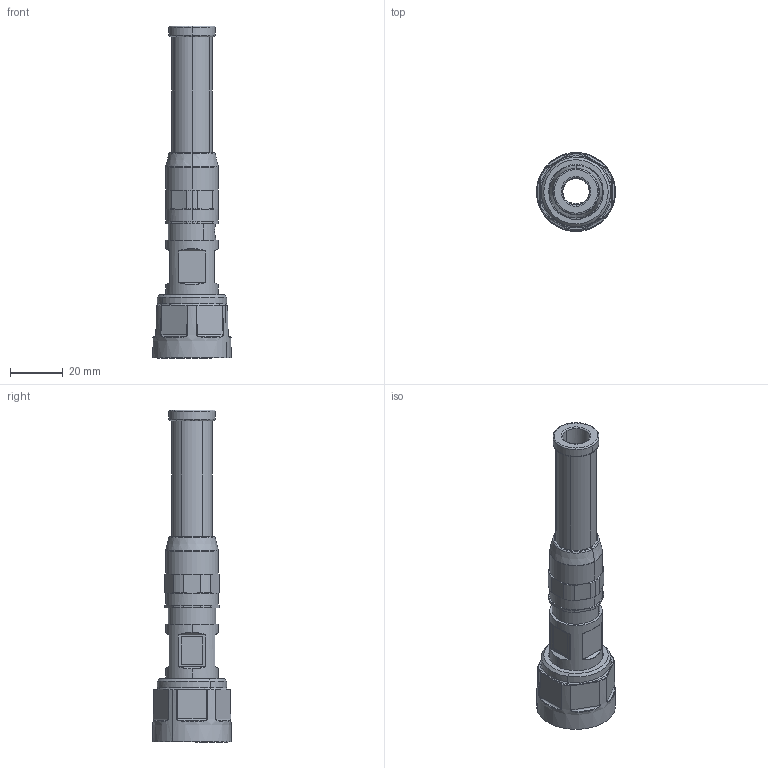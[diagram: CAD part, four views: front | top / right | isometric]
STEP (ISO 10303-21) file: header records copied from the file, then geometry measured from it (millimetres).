
FILE_DESCRIPTION(('CATIA V5 STEP Exchange','CAx-IF Rec.Pracs.--- Model Styling and Organization---1.5--- 2016-08-15','CAx-IF Rec.Pracs.---Supplemental Geometry---1.0---2011-11-01','CAx-IF Rec.Pracs.--- Composite Materials ---1.1---2010-07-15'),'2;1');
FILE_NAME ('028515-3_0', '2025-11-18T09:47:52+00:00', ('none'), ('Weidmueller'), 'CATIA Version 5-6 Release 2024 SP4', 'CATIA V5 STEP AP214 v3', 'none');
FILE_SCHEMA(('AUTOMOTIVE_DESIGN { 1 0 10303 214 1 1 1 1 }'));
Length unit declared in the file: millimetre
Products named in the file (1): 1962560000
Bounding box: 30 x 30 x 125.96 mm (x, y, z)
Volume: 20654.2 mm3; surface area: 20432.3 mm2
Topology: 1 solids, 2 shells, 878 faces, 2406 edges, 1495 vertices
Faces by surface type: plane 299, cylinder 219, cone 150, bspline 140, torus 54, sphere 16
Entity records: 39041 total; most frequent: CARTESIAN_POINT 19680, ORIENTED_EDGE 4780, DIRECTION 2738, EDGE_CURVE 2390, VERTEX_POINT 1495, AXIS2_PLACEMENT_3D 1123, VECTOR 983, LINE 983
